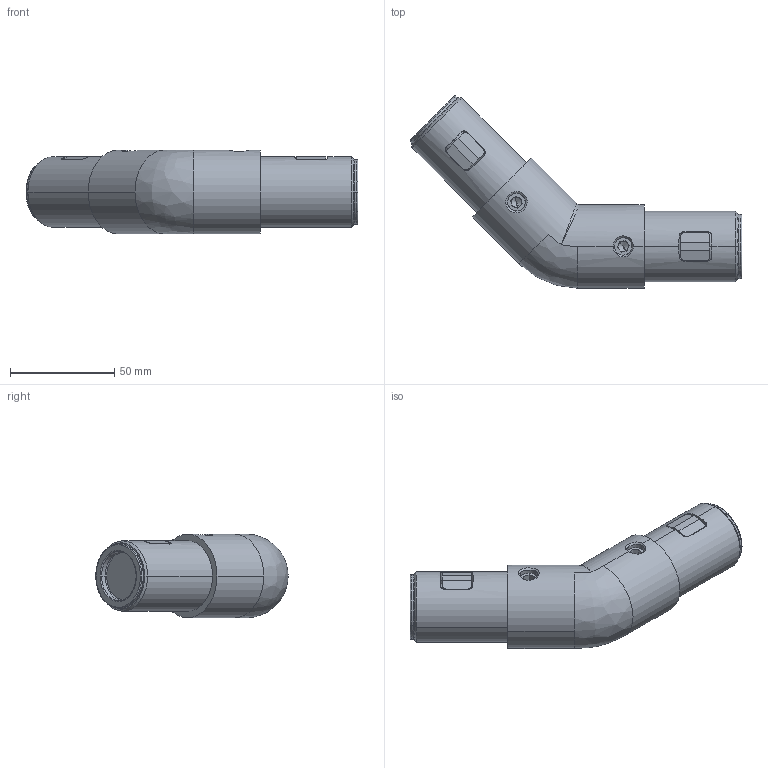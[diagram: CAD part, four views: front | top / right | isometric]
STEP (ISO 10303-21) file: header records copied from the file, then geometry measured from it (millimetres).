
FILE_DESCRIPTION (( 'STEP AP214' ), '1' );
FILE_NAME ('AL-SPS.JC40.A135 Ñîåäèíèòåëü 135° D40.STEP', '2026-02-06T08:40:00', ( '' ), ( '' ), 'SwSTEP 2.0', 'SolidWorks 2021', '' );
FILE_SCHEMA (( 'AUTOMOTIVE_DESIGN' ));
Length unit declared in the file: millimetre
Products named in the file (8): hex socket set screws with cone point gb_GB_FASTENER_SCREWS_HSCP M10X16-C; 賑裝粟銅蚾饜1; 粟銅; AL-SPS.JC40.A135 Ñîåäèíèòåëü 135° D40; 諶裔; 135僅諉芛; 賑輸; 賑裝-1
Assembly tree (11 placements, depth 3):
  AL-SPS.JC40.A135 Ñîåäèíèòåëü 135° D40
    135僅諉芛
    賑裝粟銅蚾饜1  x2
      賑裝-1
      粟銅
    賑輸  x2
    hex socket set screws with cone point gb_GB_FASTENER_SCREWS_HSCP M10X16-C  x2
    諶裔  x2
Bounding box: 159.27 x 92.27 x 40 mm (x, y, z)
Volume: 160613.8 mm3; surface area: 46246.1 mm2
Topology: 11 solids, 11 shells, 266 faces, 634 edges, 390 vertices
Faces by surface type: plane 116, cylinder 74, cone 44, bspline 32
Entity records: 12309 total; most frequent: CARTESIAN_POINT 8258, ORIENTED_EDGE 806, DIRECTION 752, EDGE_CURVE 403, AXIS2_PLACEMENT_3D 279, VERTEX_POINT 254, VECTOR 194, LINE 194
